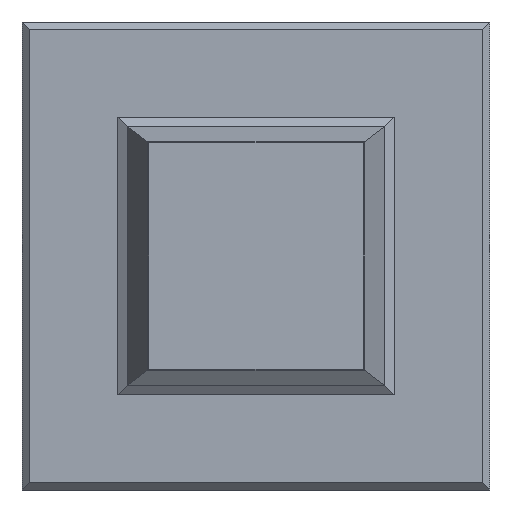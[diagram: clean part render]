
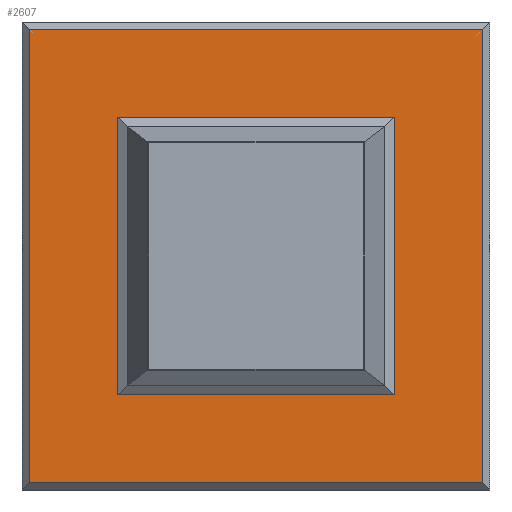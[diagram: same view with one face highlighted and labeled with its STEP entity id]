
A CAD part, front view. The second image highlights one B-rep face of the part: STEP entity #2607.
In plain terms, the highlighted planar face has unit normal (0, -1, 0).
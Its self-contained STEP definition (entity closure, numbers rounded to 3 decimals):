
#136=FACE_BOUND('',#307,.T.);
#148=FACE_OUTER_BOUND('',#306,.T.);
#306=EDGE_LOOP('',(#1721,#1722,#1723,#1724,#1725,#1726));
#307=EDGE_LOOP('',(#1727,#1728,#1729,#1730));
#542=LINE('',#3610,#807);
#544=LINE('',#3628,#809);
#545=LINE('',#3630,#810);
#546=LINE('',#3632,#811);
#547=LINE('',#3634,#812);
#548=LINE('',#3635,#813);
#549=LINE('',#3638,#814);
#550=LINE('',#3640,#815);
#551=LINE('',#3642,#816);
#552=LINE('',#3643,#817);
#807=VECTOR('',#2969,10.);
#809=VECTOR('',#2973,10.);
#810=VECTOR('',#2974,10.);
#811=VECTOR('',#2975,10.);
#812=VECTOR('',#2976,10.);
#813=VECTOR('',#2977,10.);
#814=VECTOR('',#2978,10.);
#815=VECTOR('',#2979,10.);
#816=VECTOR('',#2980,10.);
#817=VECTOR('',#2981,10.);
#1072=VERTEX_POINT('',#3608);
#1073=VERTEX_POINT('',#3609);
#1076=VERTEX_POINT('',#3627);
#1077=VERTEX_POINT('',#3629);
#1078=VERTEX_POINT('',#3631);
#1079=VERTEX_POINT('',#3633);
#1080=VERTEX_POINT('',#3636);
#1081=VERTEX_POINT('',#3637);
#1082=VERTEX_POINT('',#3639);
#1083=VERTEX_POINT('',#3641);
#1322=EDGE_CURVE('',#1072,#1073,#542,.T.);
#1326=EDGE_CURVE('',#1076,#1072,#544,.T.);
#1327=EDGE_CURVE('',#1077,#1076,#545,.T.);
#1328=EDGE_CURVE('',#1078,#1077,#546,.T.);
#1329=EDGE_CURVE('',#1079,#1078,#547,.T.);
#1330=EDGE_CURVE('',#1079,#1073,#548,.T.);
#1331=EDGE_CURVE('',#1080,#1081,#549,.T.);
#1332=EDGE_CURVE('',#1082,#1080,#550,.T.);
#1333=EDGE_CURVE('',#1083,#1082,#551,.T.);
#1334=EDGE_CURVE('',#1081,#1083,#552,.T.);
#1721=ORIENTED_EDGE('',*,*,#1326,.F.);
#1722=ORIENTED_EDGE('',*,*,#1327,.F.);
#1723=ORIENTED_EDGE('',*,*,#1328,.F.);
#1724=ORIENTED_EDGE('',*,*,#1329,.F.);
#1725=ORIENTED_EDGE('',*,*,#1330,.T.);
#1726=ORIENTED_EDGE('',*,*,#1322,.F.);
#1727=ORIENTED_EDGE('',*,*,#1331,.F.);
#1728=ORIENTED_EDGE('',*,*,#1332,.F.);
#1729=ORIENTED_EDGE('',*,*,#1333,.F.);
#1730=ORIENTED_EDGE('',*,*,#1334,.F.);
#2508=PLANE('',#2779);
#2607=ADVANCED_FACE('',(#148,#136),#2508,.F.);
#2779=AXIS2_PLACEMENT_3D('',#3626,#2971,#2972);
#2969=DIRECTION('',(-1.,0.,0.));
#2971=DIRECTION('center_axis',(0.,1.,0.));
#2972=DIRECTION('ref_axis',(0.,0.,1.));
#2973=DIRECTION('',(-1.,0.,0.));
#2974=DIRECTION('',(0.,0.,-1.));
#2975=DIRECTION('',(1.,0.,0.));
#2976=DIRECTION('',(0.,0.,1.));
#2977=DIRECTION('',(1.,0.,0.));
#2978=DIRECTION('',(0.,0.,1.));
#2979=DIRECTION('',(1.,0.,0.));
#2980=DIRECTION('',(0.,0.,-1.));
#2981=DIRECTION('',(-1.,0.,0.));
#3608=CARTESIAN_POINT('',(464.784,9.856,-93.513));
#3609=CARTESIAN_POINT('',(464.555,9.856,-93.513));
#3610=CARTESIAN_POINT('',(463.713,9.856,-93.513));
#3626=CARTESIAN_POINT('Origin',(464.642,9.856,-78.013));
#3627=CARTESIAN_POINT('',(480.142,9.856,-93.513));
#3628=CARTESIAN_POINT('',(472.642,9.856,-93.513));
#3629=CARTESIAN_POINT('',(480.142,9.856,-62.513));
#3630=CARTESIAN_POINT('',(480.142,9.856,-70.013));
#3631=CARTESIAN_POINT('',(449.142,9.856,-62.513));
#3632=CARTESIAN_POINT('',(456.642,9.856,-62.513));
#3633=CARTESIAN_POINT('',(449.142,9.856,-93.513));
#3634=CARTESIAN_POINT('',(449.142,9.856,-86.013));
#3635=CARTESIAN_POINT('',(463.693,9.856,-93.513));
#3636=CARTESIAN_POINT('',(474.142,9.856,-87.513));
#3637=CARTESIAN_POINT('',(474.142,9.856,-68.513));
#3638=CARTESIAN_POINT('',(474.142,9.856,-73.513));
#3639=CARTESIAN_POINT('',(455.142,9.856,-87.513));
#3640=CARTESIAN_POINT('',(456.642,9.856,-87.513));
#3641=CARTESIAN_POINT('',(455.142,9.856,-68.513));
#3642=CARTESIAN_POINT('',(455.142,9.856,-73.513));
#3643=CARTESIAN_POINT('',(456.642,9.856,-68.513));
